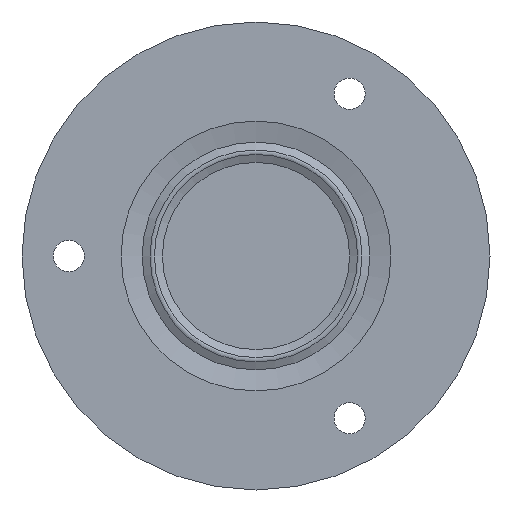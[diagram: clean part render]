
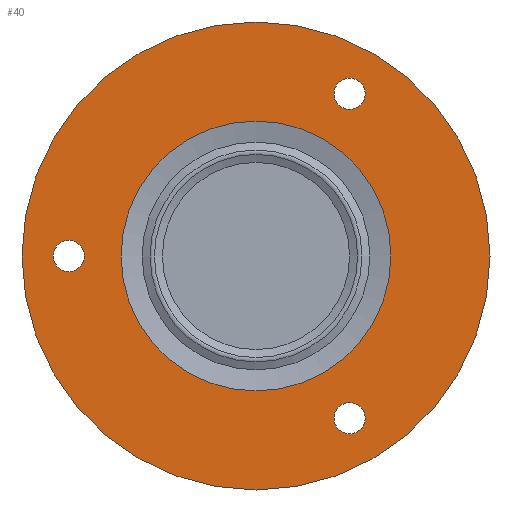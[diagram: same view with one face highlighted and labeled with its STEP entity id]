
A CAD part, front view. The second image highlights one B-rep face of the part: STEP entity #40.
In plain terms, the highlighted planar face has unit normal (0, -1, 0).
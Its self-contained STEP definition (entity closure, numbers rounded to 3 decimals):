
#40 = ADVANCED_FACE( '', ( #87, #88, #89, #90, #91 ), #92, .F. );
#87 = FACE_BOUND( '', #154, .T. );
#88 = FACE_OUTER_BOUND( '', #155, .T. );
#89 = FACE_BOUND( '', #156, .T. );
#90 = FACE_BOUND( '', #157, .T. );
#91 = FACE_BOUND( '', #158, .T. );
#92 = PLANE( '', #159 );
#154 = EDGE_LOOP( '', ( #217 ) );
#155 = EDGE_LOOP( '', ( #218 ) );
#156 = EDGE_LOOP( '', ( #219 ) );
#157 = EDGE_LOOP( '', ( #220 ) );
#158 = EDGE_LOOP( '', ( #221 ) );
#159 = AXIS2_PLACEMENT_3D( '', #222, #223, #224 );
#217 = ORIENTED_EDGE( '', *, *, #302, .F. );
#218 = ORIENTED_EDGE( '', *, *, #299, .T. );
#219 = ORIENTED_EDGE( '', *, *, #303, .T. );
#220 = ORIENTED_EDGE( '', *, *, #304, .T. );
#221 = ORIENTED_EDGE( '', *, *, #305, .T. );
#222 = CARTESIAN_POINT( '', ( 15., 0., 0. ) );
#223 = DIRECTION( '', ( 0., 1., 0. ) );
#224 = DIRECTION( '', ( 0., 0., 1. ) );
#299 = EDGE_CURVE( '', #329, #329, #330, .T. );
#302 = EDGE_CURVE( '', #334, #334, #335, .T. );
#303 = EDGE_CURVE( '', #336, #336, #337, .T. );
#304 = EDGE_CURVE( '', #338, #338, #339, .T. );
#305 = EDGE_CURVE( '', #340, #340, #341, .T. );
#329 = VERTEX_POINT( '', #375 );
#330 = CIRCLE( '', #376, 15. );
#334 = VERTEX_POINT( '', #380 );
#335 = CIRCLE( '', #381, 8.65 );
#336 = VERTEX_POINT( '', #382 );
#337 = CIRCLE( '', #383, 1. );
#338 = VERTEX_POINT( '', #384 );
#339 = CIRCLE( '', #385, 1. );
#340 = VERTEX_POINT( '', #386 );
#341 = CIRCLE( '', #387, 1. );
#375 = CARTESIAN_POINT( '', ( 0., 0., -15. ) );
#376 = AXIS2_PLACEMENT_3D( '', #420, #421, #422 );
#380 = CARTESIAN_POINT( '', ( 0., 0., -8.65 ) );
#381 = AXIS2_PLACEMENT_3D( '', #426, #427, #428 );
#382 = CARTESIAN_POINT( '', ( 5.5, 0., -9.526 ) );
#383 = AXIS2_PLACEMENT_3D( '', #429, #430, #431 );
#384 = CARTESIAN_POINT( '', ( 5.5, 0., 9.526 ) );
#385 = AXIS2_PLACEMENT_3D( '', #432, #433, #434 );
#386 = CARTESIAN_POINT( '', ( -11., 0., 0. ) );
#387 = AXIS2_PLACEMENT_3D( '', #435, #436, #437 );
#420 = CARTESIAN_POINT( '', ( 0., 0., 0. ) );
#421 = DIRECTION( '', ( 0., -1., 0. ) );
#422 = DIRECTION( '', ( 0., 0., -1. ) );
#426 = CARTESIAN_POINT( '', ( 0., 0., 0. ) );
#427 = DIRECTION( '', ( 0., -1., 0. ) );
#428 = DIRECTION( '', ( 0., 0., -1. ) );
#429 = CARTESIAN_POINT( '', ( 6., 0., -10.392 ) );
#430 = DIRECTION( '', ( 0., 1., 0. ) );
#431 = DIRECTION( '', ( -0.5, 0., 0.866 ) );
#432 = CARTESIAN_POINT( '', ( 6., 0., 10.392 ) );
#433 = DIRECTION( '', ( 0., 1., 0. ) );
#434 = DIRECTION( '', ( -0.5, 0., -0.866 ) );
#435 = CARTESIAN_POINT( '', ( -12., 0., 0. ) );
#436 = DIRECTION( '', ( 0., 1., 0. ) );
#437 = DIRECTION( '', ( 1., 0., 0. ) );
